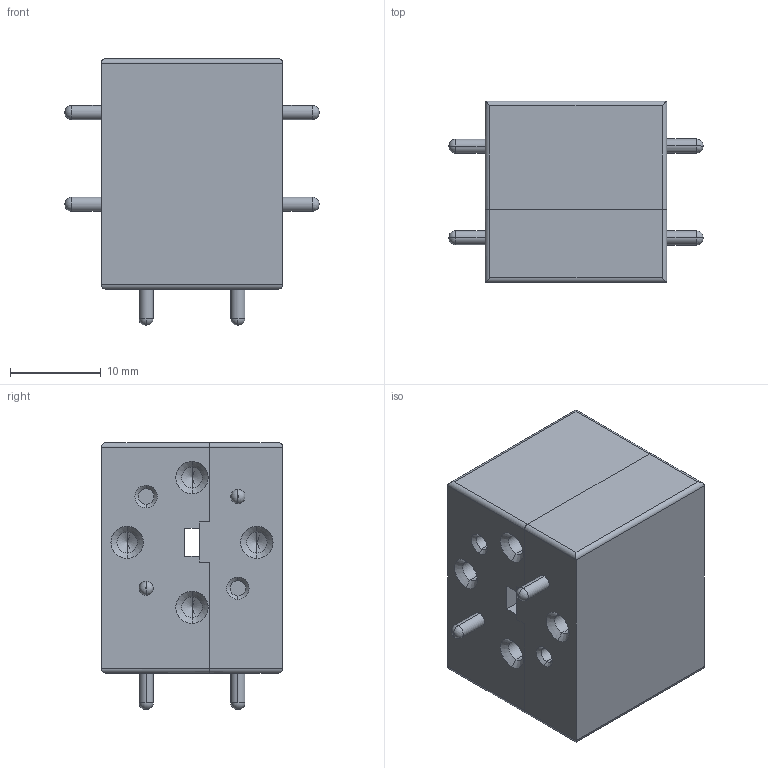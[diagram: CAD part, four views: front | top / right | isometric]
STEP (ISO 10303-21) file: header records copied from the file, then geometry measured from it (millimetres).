
FILE_DESCRIPTION (( 'STEP AP214' ), '1' );
FILE_NAME ('FM-W12CR002_3D.step', '2023-03-08T20:48:54', ( '' ), ( '' ), 'SwSTEP 2.0', 'SolidWorks 2022', '' );
FILE_SCHEMA (( 'AUTOMOTIVE_DESIGN' ));
Length unit declared in the file: inch
Products named in the file (1): FM-W12CR002_3D
Bounding box: 28 x 20 x 29.4 mm (x, y, z)
Volume: 9551.4 mm3; surface area: 4056.1 mm2
Topology: 1 solids, 1 shells, 324 faces, 805 edges, 494 vertices
Faces by surface type: plane 148, cylinder 90, cone 60, torus 26
Entity records: 9855 total; most frequent: CARTESIAN_POINT 1882, DIRECTION 1619, ORIENTED_EDGE 1562, EDGE_CURVE 781, AXIS2_PLACEMENT_3D 605, VERTEX_POINT 494, VECTOR 409, LINE 409
